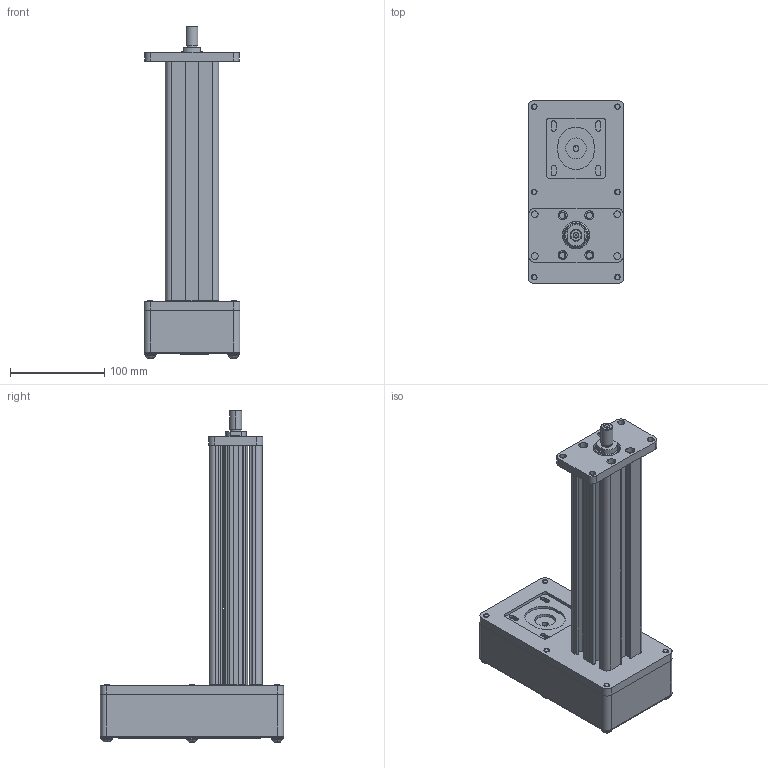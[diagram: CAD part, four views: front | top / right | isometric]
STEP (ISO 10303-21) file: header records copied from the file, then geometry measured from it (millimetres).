
FILE_DESCRIPTION (( 'STEP AP203' ), '1' );
FILE_NAME ('IM20-0601-FM-P10-N23 .STEP', '2009-05-15T18:39:00', ( ' ' ), ( '' ), 'SwSTEP 2.0', 'SolidWorks 2009', '' );
FILE_SCHEMA (( 'CONFIG_CONTROL_DESIGN' ));
Length unit declared in the file: millimetre
Products named in the file (1): IM20-0601-FM-P10-N23 
Bounding box: 101.6 x 194.11 x 351.88 mm (x, y, z)
Surface area: 221146 mm2 (no closed solid volume)
Topology: 0 solids, 61 shells, 580 faces, 1853 edges, 1271 vertices
Faces by surface type: cylinder 228, plane 208, cone 70, torus 61, sphere 13
Entity records: 21736 total; most frequent: CARTESIAN_POINT 5367, DIRECTION 3727, ORIENTED_EDGE 2782, EDGE_CURVE 1851, AXIS2_PLACEMENT_3D 1438, VERTEX_POINT 1270, CIRCLE 857, LINE 851
